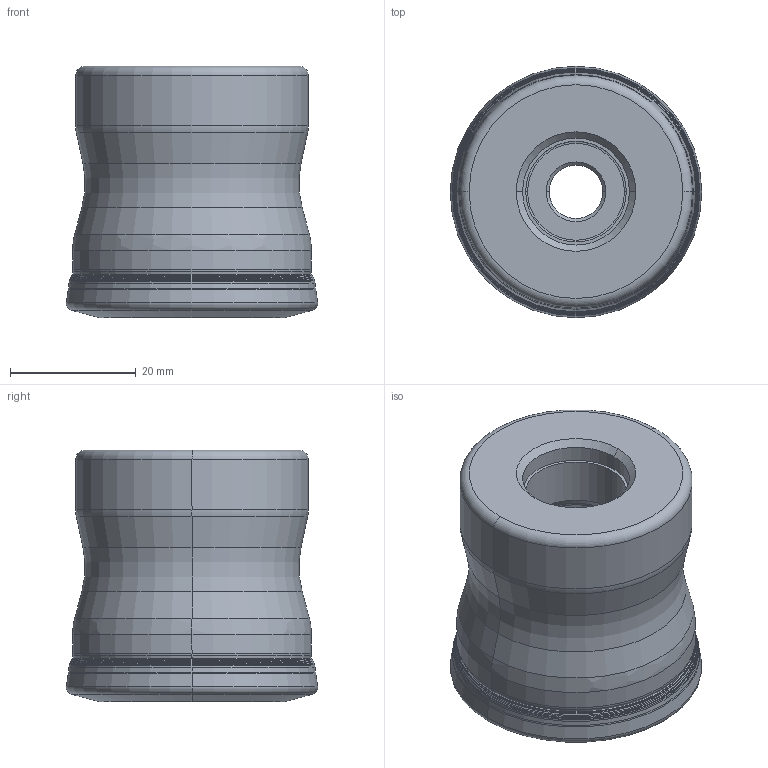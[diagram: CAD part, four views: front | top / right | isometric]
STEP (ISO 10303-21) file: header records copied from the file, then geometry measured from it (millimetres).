
FILE_DESCRIPTION(/* description */ (''),/* implementation_level */ '2;1');
FILE_NAME(/* name */ 'WJX09-040A05AR_MR1_2.stp',/* time_stamp */ '2020-10-12T16:30:21+09:00',/* author */ (''),/* organization */ (''),/* preprocessor_version */ 'ST-DEVELOPER v16',/* originating_system */ 'SIEMENS PLM Software NX 10.0',/* authorisation */ '');
FILE_SCHEMA (('AUTOMOTIVE_DESIGN { 1 0 10303 214 3 1 1 1 }'));
Length unit declared in the file: millimetre
Products named in the file (1): WJX09-040A05AR_MR1_2_ASM
Bounding box: 40 x 40 x 40 mm (x, y, z)
Volume: 41590.4 mm3; surface area: 10991 mm2
Topology: 2 solids, 2 shells, 203 faces, 476 edges, 351 vertices
Faces by surface type: revolution 120, cone 40, torus 22, cylinder 14, plane 5, bspline 2
Entity records: 7443 total; most frequent: CARTESIAN_POINT 2886, DIRECTION 828, ORIENTED_EDGE 812, EDGE_CURVE 406, AXIS2_PLACEMENT_3D 325, B_SPLINE_CURVE_WITH_KNOTS 305, CIRCLE 233, EDGE_LOOP 208
